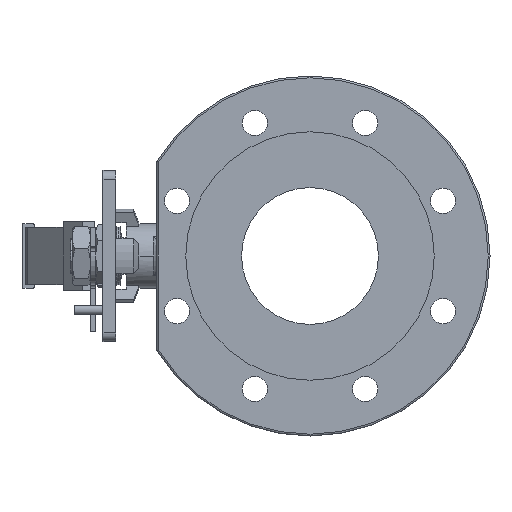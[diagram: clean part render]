
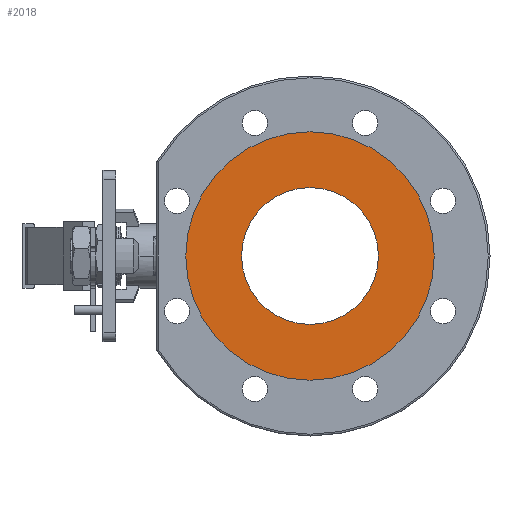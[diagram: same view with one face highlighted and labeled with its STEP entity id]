
A CAD part, left-side view. The second image highlights one B-rep face of the part: STEP entity #2018.
In plain terms, the highlighted planar face has unit normal (-1, 0, 0).
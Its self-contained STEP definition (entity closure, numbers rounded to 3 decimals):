
#387 = EDGE_CURVE ( 'NONE', #5018, #4829, #9893, .T. ) ;
#419 = EDGE_CURVE ( 'NONE', #700, #698, #9940, .T. ) ;
#698 = VERTEX_POINT ( 'NONE', #3585 ) ;
#700 = VERTEX_POINT ( 'NONE', #3587 ) ;
#1544 = EDGE_LOOP ( 'NONE', ( #5267, #5268 ) ) ;
#1558 = EDGE_LOOP ( 'NONE', ( #5265, #5266 ) ) ;
#2018 = ADVANCED_FACE ( 'NONE', ( #10638, #10646 ), #7403, .T. ) ;
#2844 = CARTESIAN_POINT ( 'NONE',  ( -109., 0., 0. ) ) ;
#2845 = DIRECTION ( 'NONE',  ( -1., 0., 0. ) ) ;
#2846 = DIRECTION ( 'NONE',  ( 0., 0., 1. ) ) ;
#2924 = CARTESIAN_POINT ( 'NONE',  ( -109., 0., 0. ) ) ;
#2925 = DIRECTION ( 'NONE',  ( 1., 0., 0. ) ) ;
#2926 = DIRECTION ( 'NONE',  ( 0., 0., 1. ) ) ;
#3585 = CARTESIAN_POINT ( 'NONE',  ( -109., 0., 38. ) ) ;
#3587 = CARTESIAN_POINT ( 'NONE',  ( -109., 0., -38. ) ) ;
#3939 = EDGE_CURVE ( 'NONE', #4829, #5018, #10876, .T. ) ;
#4129 = AXIS2_PLACEMENT_3D ( 'NONE', #2844, #2845, #2846 ) ;
#4146 = AXIS2_PLACEMENT_3D ( 'NONE', #2924, #2925, #2926 ) ;
#4706 = EDGE_CURVE ( 'NONE', #698, #700, #8443, .T. ) ;
#4829 = VERTEX_POINT ( 'NONE', #9111 ) ;
#5018 = VERTEX_POINT ( 'NONE', #9274 ) ;
#5265 = ORIENTED_EDGE ( 'NONE', *, *, #419, .T. ) ;
#5266 = ORIENTED_EDGE ( 'NONE', *, *, #4706, .T. ) ;
#5267 = ORIENTED_EDGE ( 'NONE', *, *, #387, .T. ) ;
#5268 = ORIENTED_EDGE ( 'NONE', *, *, #3939, .T. ) ;
#6961 = AXIS2_PLACEMENT_3D ( 'NONE', #7400, #7405, #7406 ) ;
#7057 = AXIS2_PLACEMENT_3D ( 'NONE', #7879, #7880, #7881 ) ;
#7131 = AXIS2_PLACEMENT_3D ( 'NONE', #8873, #8874, #8875 ) ;
#7400 = CARTESIAN_POINT ( 'NONE',  ( -109., 0., 0. ) ) ;
#7403 = PLANE ( 'NONE',  #6961 ) ;
#7405 = DIRECTION ( 'NONE',  ( -1., 0., 0. ) ) ;
#7406 = DIRECTION ( 'NONE',  ( 0., 0., 1. ) ) ;
#7879 = CARTESIAN_POINT ( 'NONE',  ( -109., 0., 0. ) ) ;
#7880 = DIRECTION ( 'NONE',  ( -1., 0., 0. ) ) ;
#7881 = DIRECTION ( 'NONE',  ( 0., 0., 1. ) ) ;
#8443 = CIRCLE ( 'NONE', #7131, 38. ) ;
#8873 = CARTESIAN_POINT ( 'NONE',  ( -109., 0., 0. ) ) ;
#8874 = DIRECTION ( 'NONE',  ( 1., 0., 0. ) ) ;
#8875 = DIRECTION ( 'NONE',  ( 0., 0., 1. ) ) ;
#9111 = CARTESIAN_POINT ( 'NONE',  ( -109., 0., 69. ) ) ;
#9274 = CARTESIAN_POINT ( 'NONE',  ( -109., 0., -69. ) ) ;
#9893 = CIRCLE ( 'NONE', #4129, 69. ) ;
#9940 = CIRCLE ( 'NONE', #4146, 38. ) ;
#10638 = FACE_BOUND ( 'NONE', #1558, .T. ) ;
#10646 = FACE_OUTER_BOUND ( 'NONE', #1544, .T. ) ;
#10876 = CIRCLE ( 'NONE', #7057, 69. ) ;
